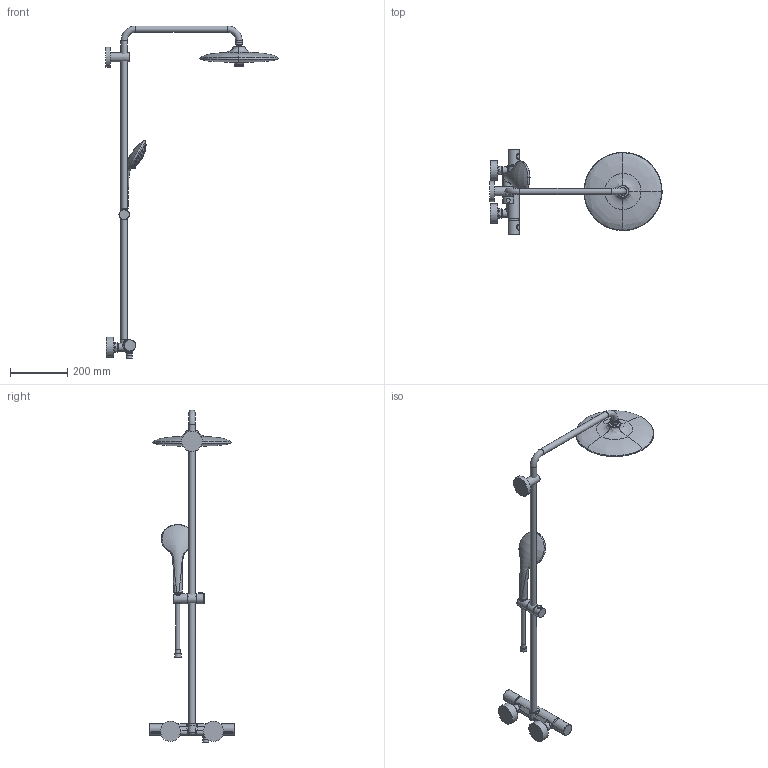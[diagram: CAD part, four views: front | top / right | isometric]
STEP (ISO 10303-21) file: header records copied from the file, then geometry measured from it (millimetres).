
FILE_DESCRIPTION(/* description */ ('Unknown'),/* implementation_level */ '2;1');
FILE_NAME(/* name */ '26539000',/* time_stamp */ '2022-09-08T10:33:41+02:00',/* author */ ('Unknown'),/* organization */ ('GROHE AG'),/* preprocessor_version */ 'ST-DEVELOPER v16.7',/* originating_system */ 'DEX',/* authorisation */ $);
FILE_SCHEMA (('AUTOMOTIVE_DESIGN {1 0 10303 214 3 1 1}'));
Products named in the file (15): 26539000; 26539000_0; 26539000_1; 26539000_2; 26539000_3; id176; 071012_FamilyHSH_D_Jets5L_Lob; 071108_Family_HSH_FaceEco_E_Lob; A4284282 handle-2 1000C 081107; caps; face1; g01806A88795qqn0; G0181BC40660ln5y; G0181F9CAB557vxb
Assembly tree (14 placements, depth 2):
  26539000
    26539000
    26539000_0
    26539000_1
    26539000_2
    26539000_3
    id176
    071012_FamilyHSH_D_Jets5L_Lob
    071108_Family_HSH_FaceEco_E_Lob
    A4284282 handle-2 1000C 081107
    caps
    face1
    g01806A88795qqn0
    G0181BC40660ln5y
    G0181F9CAB557vxb
Bounding box: 599.32 x 298.45 x 1156.08 mm (x, y, z)
Volume: 297272.8 mm3; surface area: 416244.7 mm2
Topology: 5 solids, 203 shells, 501 faces, 5267 edges, 4650 vertices
Faces by surface type: bspline 214, torus 133, plane 70, cylinder 65, cone 18, sphere 1
Full cylindrical faces by diameter (mm): 14 x1, 15 x1, 16 x1, 18 x1, 18.2 x1, 18.5 x1, 19 x2, 19.9 x1, 20.9 x2, 20.96 x1, 22 x4, 23 x2, 27 x2, 28 x1, 31.1 x1, 31.3 x1, 36 x4, 40 x2, 70 x2, 71 x1, 101.6 x1
Entity records: 103186 total; most frequent: CARTESIAN_POINT 74802, ORIENTED_EDGE 5666, EDGE_CURVE 4946, VERTEX_POINT 4539, B_SPLINE_CURVE_WITH_KNOTS 4047, DIRECTION 2257, AXIS2_PLACEMENT_3D 1058, FACE_BOUND 848
